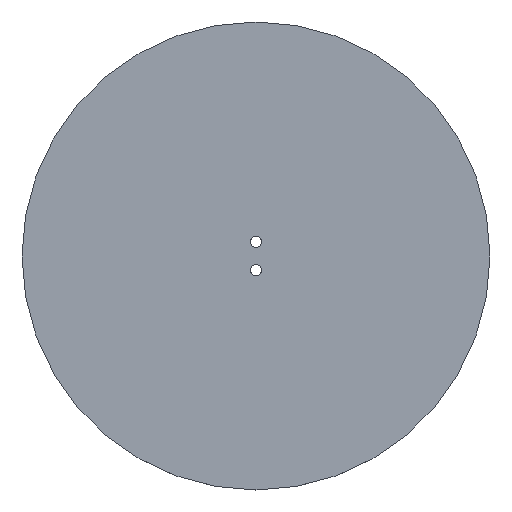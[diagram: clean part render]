
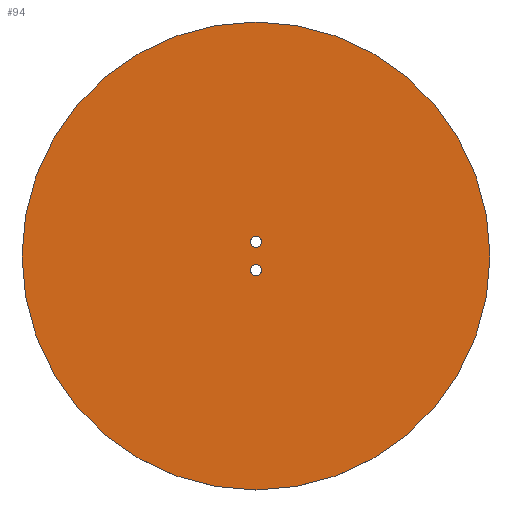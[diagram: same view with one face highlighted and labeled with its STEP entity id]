
A CAD part, top view. The second image highlights one B-rep face of the part: STEP entity #94.
In plain terms, the highlighted planar face has unit normal (0, 0, 1).
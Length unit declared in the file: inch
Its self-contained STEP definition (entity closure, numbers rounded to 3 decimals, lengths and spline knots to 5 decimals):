
#23=FACE_BOUND('',#38,.T.);
#24=FACE_BOUND('',#39,.T.);
#27=PLANE('',#120);
#32=FACE_OUTER_BOUND('',#37,.T.);
#37=EDGE_LOOP('',(#82));
#38=EDGE_LOOP('',(#83));
#39=EDGE_LOOP('',(#84));
#49=CIRCLE('',#112,0.07874);
#51=CIRCLE('',#115,0.07874);
#53=CIRCLE('',#118,3.25);
#55=VERTEX_POINT('',#160);
#57=VERTEX_POINT('',#166);
#59=VERTEX_POINT('',#172);
#61=EDGE_CURVE('',#55,#55,#49,.T.);
#64=EDGE_CURVE('',#57,#57,#51,.T.);
#67=EDGE_CURVE('',#59,#59,#53,.T.);
#82=ORIENTED_EDGE('',*,*,#67,.T.);
#83=ORIENTED_EDGE('',*,*,#64,.T.);
#84=ORIENTED_EDGE('',*,*,#61,.T.);
#94=ADVANCED_FACE('',(#32,#23,#24),#27,.T.);
#112=AXIS2_PLACEMENT_3D('',#161,#130,#131);
#115=AXIS2_PLACEMENT_3D('',#167,#137,#138);
#118=AXIS2_PLACEMENT_3D('',#173,#144,#145);
#120=AXIS2_PLACEMENT_3D('',#177,#149,#150);
#130=DIRECTION('center_axis',(0.,0.,-1.));
#131=DIRECTION('ref_axis',(1.,0.,0.));
#137=DIRECTION('center_axis',(0.,0.,-1.));
#138=DIRECTION('ref_axis',(1.,0.,0.));
#144=DIRECTION('center_axis',(0.,0.,1.));
#145=DIRECTION('ref_axis',(1.,0.,0.));
#149=DIRECTION('center_axis',(0.,0.,1.));
#150=DIRECTION('ref_axis',(1.,0.,0.));
#160=CARTESIAN_POINT('',(-0.07874,-0.19685,0.125));
#161=CARTESIAN_POINT('Origin',(0.,-0.19685,0.125));
#166=CARTESIAN_POINT('',(-0.07874,0.19685,0.125));
#167=CARTESIAN_POINT('Origin',(0.,0.19685,0.125));
#172=CARTESIAN_POINT('',(-3.25,0.,0.125));
#173=CARTESIAN_POINT('Origin',(0.,0.,0.125));
#177=CARTESIAN_POINT('Origin',(0.,0.,0.125));
